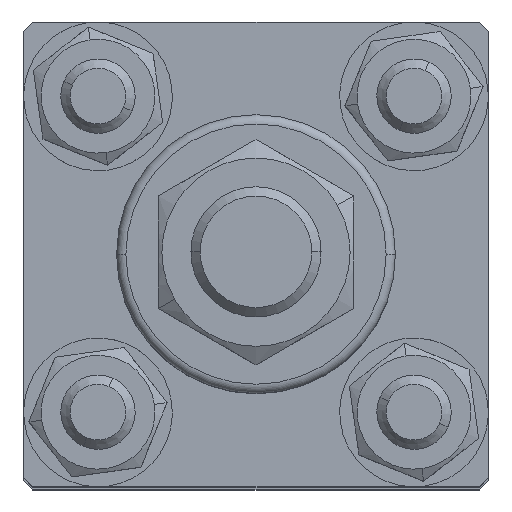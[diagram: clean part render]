
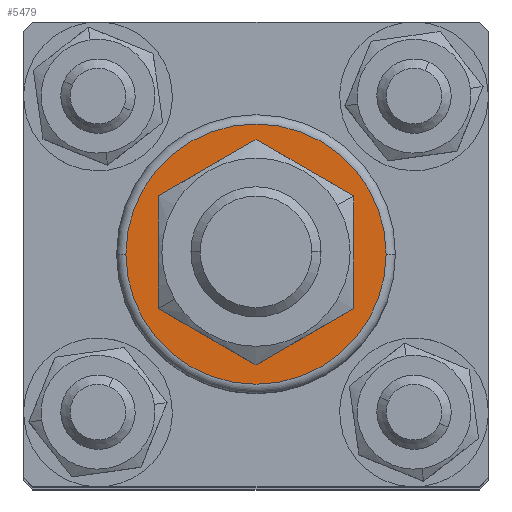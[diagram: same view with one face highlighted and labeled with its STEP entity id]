
A CAD part, top view. The second image highlights one B-rep face of the part: STEP entity #5479.
In plain terms, the highlighted face is planar.
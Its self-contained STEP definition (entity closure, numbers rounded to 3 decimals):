
#63 = CARTESIAN_POINT ( 'NONE',  ( 14., 0., -27.5 ) ) ;
#348 = CARTESIAN_POINT ( 'NONE',  ( 0., 0., -27.5 ) ) ;
#351 = PLANE ( 'NONE',  #1145 ) ;
#356 = DIRECTION ( 'NONE',  ( 0., 0., -1. ) ) ;
#357 = DIRECTION ( 'NONE',  ( -1., 0., 0. ) ) ;
#949 = AXIS2_PLACEMENT_3D ( 'NONE', #1954, #1955, #1956 ) ;
#960 = AXIS2_PLACEMENT_3D ( 'NONE', #2087, #2088, #2089 ) ;
#1020 = AXIS2_PLACEMENT_3D ( 'NONE', #4693, #4694, #4695 ) ;
#1024 = AXIS2_PLACEMENT_3D ( 'NONE', #4723, #4724, #4725 ) ;
#1145 = AXIS2_PLACEMENT_3D ( 'NONE', #348, #356, #357 ) ;
#1554 = CARTESIAN_POINT ( 'NONE',  ( 8.5, 0., -27.5 ) ) ;
#1719 = VERTEX_POINT ( 'NONE', #1890 ) ;
#1778 = VERTEX_POINT ( 'NONE', #1911 ) ;
#1793 = EDGE_CURVE ( 'NONE', #1778, #4250, #6173, .T. ) ;
#1890 = CARTESIAN_POINT ( 'NONE',  ( -8.5, 0., -27.5 ) ) ;
#1911 = CARTESIAN_POINT ( 'NONE',  ( -14., 0., -27.5 ) ) ;
#1954 = CARTESIAN_POINT ( 'NONE',  ( 0., 0., -27.5 ) ) ;
#1955 = DIRECTION ( 'NONE',  ( 0., 0., -1. ) ) ;
#1956 = DIRECTION ( 'NONE',  ( -1., 0., 0. ) ) ;
#2087 = CARTESIAN_POINT ( 'NONE',  ( 0., 0., -27.5 ) ) ;
#2088 = DIRECTION ( 'NONE',  ( 0., 0., 1. ) ) ;
#2089 = DIRECTION ( 'NONE',  ( -1., 0., 0. ) ) ;
#2349 = EDGE_CURVE ( 'NONE', #3851, #1719, #5754, .T. ) ;
#2774 = EDGE_CURVE ( 'NONE', #4250, #1778, #6100, .T. ) ;
#2786 = EDGE_CURVE ( 'NONE', #1719, #3851, #5933, .T. ) ;
#3851 = VERTEX_POINT ( 'NONE', #1554 ) ;
#3931 = EDGE_LOOP ( 'NONE', ( #4050, #4075 ) ) ;
#3933 = EDGE_LOOP ( 'NONE', ( #4033, #4031 ) ) ;
#4031 = ORIENTED_EDGE ( 'NONE', *, *, #2774, .T. ) ;
#4033 = ORIENTED_EDGE ( 'NONE', *, *, #1793, .T. ) ;
#4050 = ORIENTED_EDGE ( 'NONE', *, *, #2786, .T. ) ;
#4075 = ORIENTED_EDGE ( 'NONE', *, *, #2349, .T. ) ;
#4250 = VERTEX_POINT ( 'NONE', #63 ) ;
#4693 = CARTESIAN_POINT ( 'NONE',  ( 0., 0., -27.5 ) ) ;
#4694 = DIRECTION ( 'NONE',  ( 0., 0., -1. ) ) ;
#4695 = DIRECTION ( 'NONE',  ( -1., 0., 0. ) ) ;
#4723 = CARTESIAN_POINT ( 'NONE',  ( 0., 0., -27.5 ) ) ;
#4724 = DIRECTION ( 'NONE',  ( 0., 0., 1. ) ) ;
#4725 = DIRECTION ( 'NONE',  ( -1., 0., 0. ) ) ;
#5479 = ADVANCED_FACE ( 'NONE', ( #6379, #6383 ), #351, .T. ) ;
#5754 = CIRCLE ( 'NONE', #960, 8.5 ) ;
#5933 = CIRCLE ( 'NONE', #1024, 8.5 ) ;
#6100 = CIRCLE ( 'NONE', #1020, 14. ) ;
#6173 = CIRCLE ( 'NONE', #949, 14. ) ;
#6379 = FACE_BOUND ( 'NONE', #3931, .T. ) ;
#6383 = FACE_OUTER_BOUND ( 'NONE', #3933, .T. ) ;
